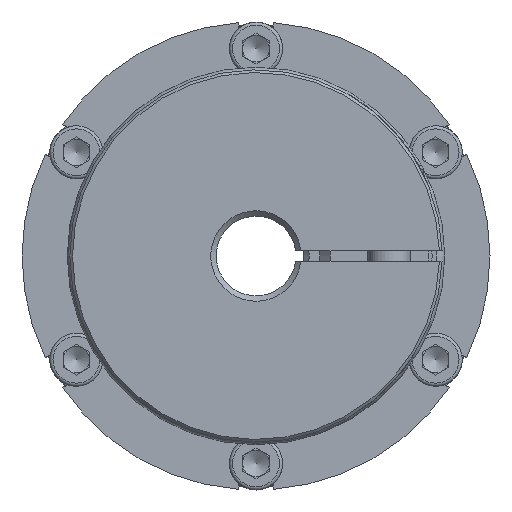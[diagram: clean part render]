
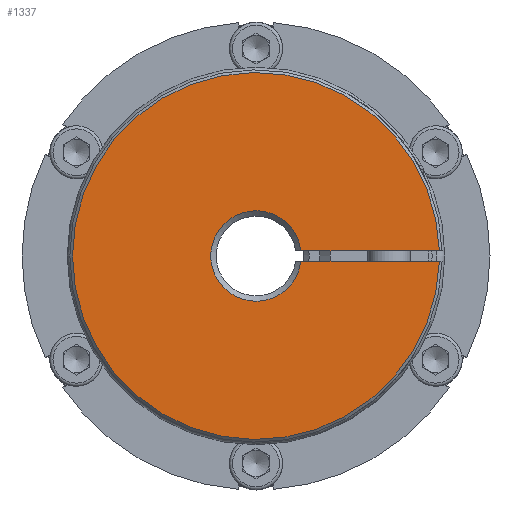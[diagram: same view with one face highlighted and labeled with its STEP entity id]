
A CAD part, left-side view. The second image highlights one B-rep face of the part: STEP entity #1337.
In plain terms, the highlighted planar face has unit normal (-1, 0, 0).
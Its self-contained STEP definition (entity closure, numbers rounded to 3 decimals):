
#1337 = ADVANCED_FACE( '', ( #2903 ), #2904, .T. );
#2903 = FACE_OUTER_BOUND( '', #4521, .T. );
#2904 = PLANE( '', #4522 );
#4521 = EDGE_LOOP( '', ( #8180, #8181, #8182, #8183 ) );
#4522 = AXIS2_PLACEMENT_3D( '', #8184, #8185, #8186 );
#8180 = ORIENTED_EDGE( '', *, *, #9597, .F. );
#8181 = ORIENTED_EDGE( '', *, *, #10085, .T. );
#8182 = ORIENTED_EDGE( '', *, *, #10040, .F. );
#8183 = ORIENTED_EDGE( '', *, *, #9801, .T. );
#8184 = CARTESIAN_POINT( '', ( -54.05, 0., 6. ) );
#8185 = DIRECTION( '', ( -1., 0., 0. ) );
#8186 = DIRECTION( '', ( 0., 0., 1. ) );
#9597 = EDGE_CURVE( '', #11688, #11690, #11691, .T. );
#9801 = EDGE_CURVE( '', #11966, #11690, #11969, .T. );
#10040 = EDGE_CURVE( '', #11966, #12259, #12260, .T. );
#10085 = EDGE_CURVE( '', #11688, #12259, #12311, .F. );
#11688 = VERTEX_POINT( '', #15719 );
#11690 = VERTEX_POINT( '', #15724 );
#11691 = LINE( '', #15725, #15726 );
#11966 = VERTEX_POINT( '', #16431 );
#11969 = CIRCLE( '', #16435, 34.5 );
#12259 = VERTEX_POINT( '', #17202 );
#12260 = LINE( '', #17203, #17204 );
#12311 = CIRCLE( '', #17298, 8.5 );
#15719 = CARTESIAN_POINT( '', ( -54.05, -8.441, -1. ) );
#15724 = CARTESIAN_POINT( '', ( -54.05, -34.486, -1. ) );
#15725 = CARTESIAN_POINT( '', ( -54.05, 0., -1. ) );
#15726 = VECTOR( '', #18635, 1000. );
#16431 = CARTESIAN_POINT( '', ( -54.05, -34.486, 1. ) );
#16435 = AXIS2_PLACEMENT_3D( '', #18866, #18867, #18868 );
#17202 = CARTESIAN_POINT( '', ( -54.05, -8.441, 1. ) );
#17203 = CARTESIAN_POINT( '', ( -54.05, -38.734, 1. ) );
#17204 = VECTOR( '', #19074, 1000. );
#17298 = AXIS2_PLACEMENT_3D( '', #19110, #19111, #19112 );
#18635 = DIRECTION( '', ( 0., -1., 0. ) );
#18866 = CARTESIAN_POINT( '', ( -54.05, 0., 0. ) );
#18867 = DIRECTION( '', ( -1., 0., 0. ) );
#18868 = DIRECTION( '', ( 0., 0., 1. ) );
#19074 = DIRECTION( '', ( 0., 1., 0. ) );
#19110 = CARTESIAN_POINT( '', ( -54.05, 0., 0. ) );
#19111 = DIRECTION( '', ( -1., 0., 0. ) );
#19112 = DIRECTION( '', ( 0., 0., 1. ) );
